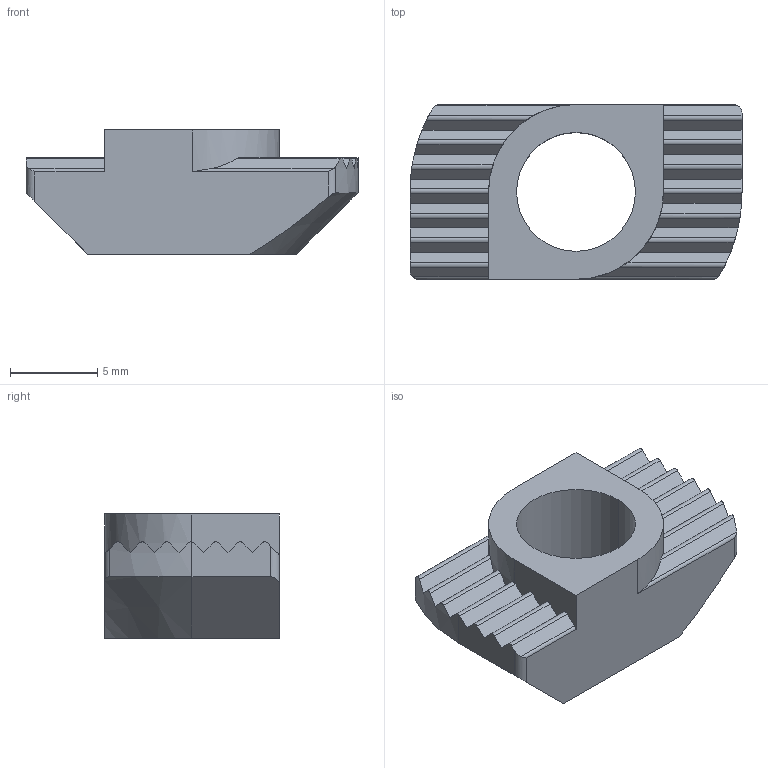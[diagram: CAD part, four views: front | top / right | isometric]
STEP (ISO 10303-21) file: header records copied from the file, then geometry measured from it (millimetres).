
FILE_DESCRIPTION (( 'STEP AP203' ), '1' );
FILE_NAME ('096h10817.STEP', '2013-05-16T13:10:28', ( '' ), ( '' ), 'SwSTEP 2.0', 'SolidWorks 2012', '' );
FILE_SCHEMA (( 'CONFIG_CONTROL_DESIGN' ));
Length unit declared in the file: millimetre
Products named in the file (1): 096h10817
Bounding box: 19 x 10 x 7.1 mm (x, y, z)
Volume: 750.7 mm3; surface area: 761.5 mm2
Topology: 1 solids, 1 shells, 68 faces, 196 edges, 130 vertices
Faces by surface type: plane 38, cylinder 28, cone 2
Entity records: 2357 total; most frequent: CARTESIAN_POINT 613, ORIENTED_EDGE 392, DIRECTION 302, EDGE_CURVE 196, VERTEX_POINT 130, VECTOR 108, LINE 108, AXIS2_PLACEMENT_3D 97
